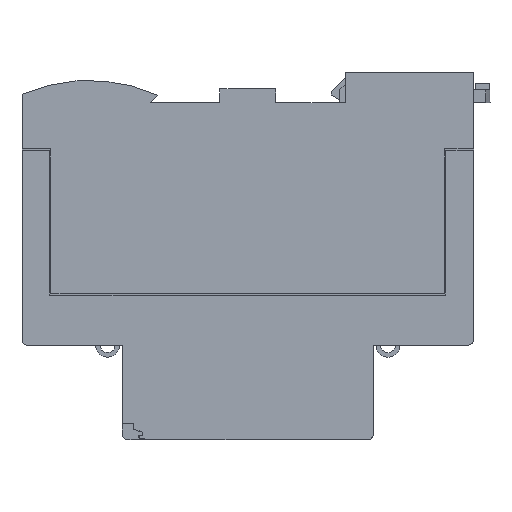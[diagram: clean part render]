
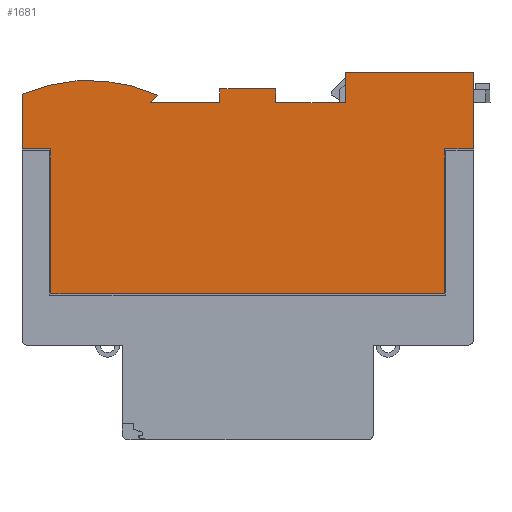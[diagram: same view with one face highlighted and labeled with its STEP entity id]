
A CAD part, left-side view. The second image highlights one B-rep face of the part: STEP entity #1681.
In plain terms, the highlighted planar face has unit normal (-1, 0, 0).
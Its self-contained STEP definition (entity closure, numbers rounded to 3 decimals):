
#52 = VECTOR ( 'NONE', #7598, 1000. ) ;
#117 = LINE ( 'NONE', #4261, #52 ) ;
#139 = VERTEX_POINT ( 'NONE', #2262 ) ;
#155 = DIRECTION ( 'NONE',  ( 0., 0., 1. ) ) ;
#309 = AXIS2_PLACEMENT_3D ( 'NONE', #3702, #328, #155 ) ;
#328 = DIRECTION ( 'NONE',  ( -1., 0., 0. ) ) ;
#741 = LINE ( 'NONE', #1781, #7700 ) ;
#770 = CARTESIAN_POINT ( 'NONE',  ( -18., -40.5, -15.495 ) ) ;
#772 = CARTESIAN_POINT ( 'NONE',  ( -18., -5., 30.505 ) ) ;
#801 = CARTESIAN_POINT ( 'NONE',  ( -18., 5., 30.505 ) ) ;
#834 = DIRECTION ( 'NONE',  ( 0., 0., 1. ) ) ;
#926 = VERTEX_POINT ( 'NONE', #4924 ) ;
#940 = CARTESIAN_POINT ( 'NONE',  ( -18., 35.3, 19.705 ) ) ;
#942 = LINE ( 'NONE', #4715, #1054 ) ;
#949 = LINE ( 'NONE', #2883, #10589 ) ;
#960 = CARTESIAN_POINT ( 'NONE',  ( -18., -35.3, 19.705 ) ) ;
#991 = VERTEX_POINT ( 'NONE', #2982 ) ;
#1054 = VECTOR ( 'NONE', #5539, 1000. ) ;
#1170 = DIRECTION ( 'NONE',  ( 0., 0., -1. ) ) ;
#1248 = CARTESIAN_POINT ( 'NONE',  ( -18., 28.51, 2.005 ) ) ;
#1541 = LINE ( 'NONE', #2164, #2653 ) ;
#1565 = VECTOR ( 'NONE', #3219, 1000. ) ;
#1586 = LINE ( 'NONE', #9891, #1565 ) ;
#1652 = DIRECTION ( 'NONE',  ( 0., 0., -1. ) ) ;
#1681 = ADVANCED_FACE ( 'NONE', ( #3690 ), #6376, .T. ) ;
#1781 = CARTESIAN_POINT ( 'NONE',  ( -18., 17.5, 28.005 ) ) ;
#1824 = ORIENTED_EDGE ( 'NONE', *, *, #3465, .F. ) ;
#1826 = DIRECTION ( 'NONE',  ( 0., 0., 1. ) ) ;
#1838 = ORIENTED_EDGE ( 'NONE', *, *, #3829, .F. ) ;
#1978 = ORIENTED_EDGE ( 'NONE', *, *, #4215, .F. ) ;
#1982 = LINE ( 'NONE', #2356, #4824 ) ;
#2002 = ORIENTED_EDGE ( 'NONE', *, *, #4650, .F. ) ;
#2140 = ORIENTED_EDGE ( 'NONE', *, *, #5288, .F. ) ;
#2164 = CARTESIAN_POINT ( 'NONE',  ( -18., 5., 28.005 ) ) ;
#2233 = ORIENTED_EDGE ( 'NONE', *, *, #5829, .F. ) ;
#2262 = CARTESIAN_POINT ( 'NONE',  ( -18., -17.5, 33.505 ) ) ;
#2268 = DIRECTION ( 'NONE',  ( 0., 0., 1. ) ) ;
#2343 = ORIENTED_EDGE ( 'NONE', *, *, #6393, .F. ) ;
#2356 = CARTESIAN_POINT ( 'NONE',  ( -18., 35.3, -6.295 ) ) ;
#2376 = ORIENTED_EDGE ( 'NONE', *, *, #7215, .F. ) ;
#2491 = ORIENTED_EDGE ( 'NONE', *, *, #7996, .F. ) ;
#2512 = ORIENTED_EDGE ( 'NONE', *, *, #8327, .F. ) ;
#2619 = ORIENTED_EDGE ( 'NONE', *, *, #9019, .F. ) ;
#2653 = VECTOR ( 'NONE', #3929, 1000. ) ;
#2660 = ORIENTED_EDGE ( 'NONE', *, *, #9392, .F. ) ;
#2675 = EDGE_LOOP ( 'NONE', ( #1824, #1838, #1978, #2002, #2140, #2233, #2343, #2376, #2491, #2512, #2619, #2660, #2759, #2794, #2813, #2925 ) ) ;
#2691 = VERTEX_POINT ( 'NONE', #5142 ) ;
#2759 = ORIENTED_EDGE ( 'NONE', *, *, #9765, .F. ) ;
#2794 = ORIENTED_EDGE ( 'NONE', *, *, #10152, .F. ) ;
#2813 = ORIENTED_EDGE ( 'NONE', *, *, #10373, .F. ) ;
#2883 = CARTESIAN_POINT ( 'NONE',  ( -18., -35.3, -6.295 ) ) ;
#2925 = ORIENTED_EDGE ( 'NONE', *, *, #10547, .F. ) ;
#2982 = CARTESIAN_POINT ( 'NONE',  ( -18., 40.5, 29.505 ) ) ;
#3157 = VECTOR ( 'NONE', #5121, 1000. ) ;
#3219 = DIRECTION ( 'NONE',  ( 0., -1., 0. ) ) ;
#3221 = CARTESIAN_POINT ( 'NONE',  ( -18., -5., 30.505 ) ) ;
#3227 = DIRECTION ( 'NONE',  ( 0., 1., 0. ) ) ;
#3465 = EDGE_CURVE ( 'NONE', #10003, #10355, #8895, .T. ) ;
#3574 = LINE ( 'NONE', #10921, #3157 ) ;
#3593 = VERTEX_POINT ( 'NONE', #5827 ) ;
#3690 = FACE_OUTER_BOUND ( 'NONE', #2675, .T. ) ;
#3702 = CARTESIAN_POINT ( 'NONE',  ( -18., 28.51, 2.005 ) ) ;
#3829 = EDGE_CURVE ( 'NONE', #9289, #10003, #8247, .T. ) ;
#3929 = DIRECTION ( 'NONE',  ( 0., -1., 0. ) ) ;
#4077 = VECTOR ( 'NONE', #1652, 1000. ) ;
#4215 = EDGE_CURVE ( 'NONE', #926, #9289, #1982, .T. ) ;
#4261 = CARTESIAN_POINT ( 'NONE',  ( -18., 40.5, 29.505 ) ) ;
#4280 = CARTESIAN_POINT ( 'NONE',  ( -18., 17.5, 28.005 ) ) ;
#4331 = VECTOR ( 'NONE', #5679, 1000. ) ;
#4650 = EDGE_CURVE ( 'NONE', #5338, #926, #949, .T. ) ;
#4715 = CARTESIAN_POINT ( 'NONE',  ( -18., -17.5, 28.005 ) ) ;
#4729 = LINE ( 'NONE', #770, #4077 ) ;
#4824 = VECTOR ( 'NONE', #3227, 1000. ) ;
#4924 = CARTESIAN_POINT ( 'NONE',  ( -18., -35.3, -6.295 ) ) ;
#5079 = VERTEX_POINT ( 'NONE', #6612 ) ;
#5121 = DIRECTION ( 'NONE',  ( 0., -1., 0. ) ) ;
#5142 = CARTESIAN_POINT ( 'NONE',  ( -18., -40.5, 19.705 ) ) ;
#5206 = VERTEX_POINT ( 'NONE', #7599 ) ;
#5223 = CARTESIAN_POINT ( 'NONE',  ( -18., -35.3, 19.705 ) ) ;
#5288 = EDGE_CURVE ( 'NONE', #2691, #5338, #10481, .T. ) ;
#5338 = VERTEX_POINT ( 'NONE', #960 ) ;
#5403 = CARTESIAN_POINT ( 'NONE',  ( -18., 16.16, 29.344 ) ) ;
#5539 = DIRECTION ( 'NONE',  ( 0., -1., 0. ) ) ;
#5679 = DIRECTION ( 'NONE',  ( 0., 1., 0. ) ) ;
#5827 = CARTESIAN_POINT ( 'NONE',  ( -18., 5., 30.505 ) ) ;
#5829 = EDGE_CURVE ( 'NONE', #6683, #2691, #4729, .T. ) ;
#6043 = DIRECTION ( 'NONE',  ( 0., 1., 0. ) ) ;
#6091 = DIRECTION ( 'NONE',  ( 0., 0.707, -0.707 ) ) ;
#6358 = CARTESIAN_POINT ( 'NONE',  ( -18., 40.5, 19.705 ) ) ;
#6376 = PLANE ( 'NONE',  #309 ) ;
#6393 = EDGE_CURVE ( 'NONE', #139, #6683, #1586, .T. ) ;
#6612 = CARTESIAN_POINT ( 'NONE',  ( -18., -17.5, 28.005 ) ) ;
#6683 = VERTEX_POINT ( 'NONE', #6992 ) ;
#6992 = CARTESIAN_POINT ( 'NONE',  ( -18., -40.5, 33.505 ) ) ;
#7164 = CARTESIAN_POINT ( 'NONE',  ( -18., 35.3, -6.295 ) ) ;
#7179 = VERTEX_POINT ( 'NONE', #4280 ) ;
#7215 = EDGE_CURVE ( 'NONE', #5079, #139, #8292, .T. ) ;
#7224 = DIRECTION ( 'NONE',  ( 1., 0., 0. ) ) ;
#7598 = DIRECTION ( 'NONE',  ( 0., 0., 1. ) ) ;
#7599 = CARTESIAN_POINT ( 'NONE',  ( -18., 5., 28.005 ) ) ;
#7622 = DIRECTION ( 'NONE',  ( 0., 0., -1. ) ) ;
#7650 = DIRECTION ( 'NONE',  ( 0., 0., 1. ) ) ;
#7700 = VECTOR ( 'NONE', #6091, 1000. ) ;
#7737 = VECTOR ( 'NONE', #1826, 1000. ) ;
#7996 = EDGE_CURVE ( 'NONE', #8373, #5079, #942, .T. ) ;
#8050 = VECTOR ( 'NONE', #834, 1000. ) ;
#8247 = LINE ( 'NONE', #940, #7737 ) ;
#8292 = LINE ( 'NONE', #10954, #8050 ) ;
#8327 = EDGE_CURVE ( 'NONE', #10458, #8373, #9389, .T. ) ;
#8331 = VECTOR ( 'NONE', #7650, 1000. ) ;
#8373 = VERTEX_POINT ( 'NONE', #9319 ) ;
#8895 = LINE ( 'NONE', #10636, #4331 ) ;
#8953 = LINE ( 'NONE', #801, #8331 ) ;
#9019 = EDGE_CURVE ( 'NONE', #3593, #10458, #3574, .T. ) ;
#9280 = VECTOR ( 'NONE', #7622, 1000. ) ;
#9289 = VERTEX_POINT ( 'NONE', #7164 ) ;
#9319 = CARTESIAN_POINT ( 'NONE',  ( -18., -5., 28.005 ) ) ;
#9389 = LINE ( 'NONE', #772, #9280 ) ;
#9392 = EDGE_CURVE ( 'NONE', #5206, #3593, #8953, .T. ) ;
#9765 = EDGE_CURVE ( 'NONE', #7179, #5206, #1541, .T. ) ;
#9891 = CARTESIAN_POINT ( 'NONE',  ( -18., -17.5, 33.505 ) ) ;
#10003 = VERTEX_POINT ( 'NONE', #10011 ) ;
#10011 = CARTESIAN_POINT ( 'NONE',  ( -18., 35.3, 19.705 ) ) ;
#10152 = EDGE_CURVE ( 'NONE', #10788, #7179, #741, .T. ) ;
#10355 = VERTEX_POINT ( 'NONE', #6358 ) ;
#10373 = EDGE_CURVE ( 'NONE', #991, #10788, #10523, .T. ) ;
#10383 = VECTOR ( 'NONE', #6043, 1000. ) ;
#10458 = VERTEX_POINT ( 'NONE', #3221 ) ;
#10481 = LINE ( 'NONE', #5223, #10383 ) ;
#10523 = CIRCLE ( 'NONE', #10697, 30. ) ;
#10547 = EDGE_CURVE ( 'NONE', #10355, #991, #117, .T. ) ;
#10589 = VECTOR ( 'NONE', #1170, 1000. ) ;
#10636 = CARTESIAN_POINT ( 'NONE',  ( -18., 40.5, 19.705 ) ) ;
#10697 = AXIS2_PLACEMENT_3D ( 'NONE', #1248, #7224, #2268 ) ;
#10788 = VERTEX_POINT ( 'NONE', #5403 ) ;
#10921 = CARTESIAN_POINT ( 'NONE',  ( -18., 5., 30.505 ) ) ;
#10954 = CARTESIAN_POINT ( 'NONE',  ( -18., -17.5, 33.505 ) ) ;
